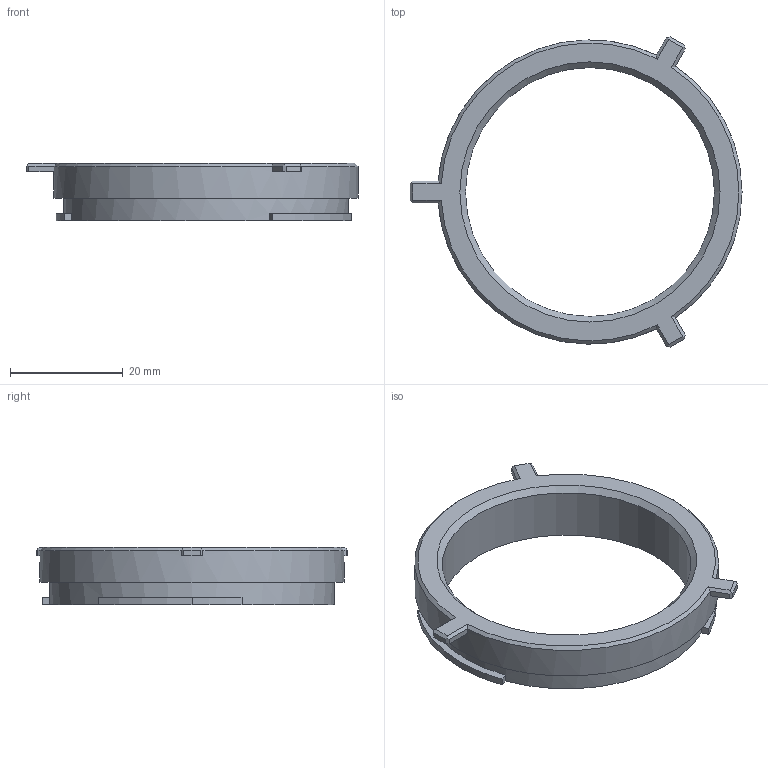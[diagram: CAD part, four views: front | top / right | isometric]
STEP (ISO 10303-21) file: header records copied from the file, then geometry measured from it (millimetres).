
FILE_DESCRIPTION(('HOOPS Exchange Step'),'2;1');
FILE_NAME('temp_export','2023-06-13T19:31:58-04:00',('gmoua'),('Shapr3D Limited'),'HOOPS Exchange 2022.2','Shapr3D','Authorized');
FILE_SCHEMA( ('AUTOMOTIVE_DESIGN { 1 0 10303 214 1 1 1 1 }') );
Length unit declared in the file: millimetre
Products named in the file (1): RF Mount Flange
Bounding box: 58.95 x 55.06 x 10.15 mm (x, y, z)
Volume: 6615.7 mm3; surface area: 4795.8 mm2
Topology: 1 solids, 1 shells, 50 faces, 143 edges, 96 vertices
Faces by surface type: plane 39, cylinder 7, cone 4
Full cylindrical faces by diameter (mm): 44.2 x1, 50.5 x1, 54 x1
Entity records: 1676 total; most frequent: CARTESIAN_POINT 326, ORIENTED_EDGE 286, DIRECTION 266, EDGE_CURVE 143, VECTOR 98, LINE 98, VERTEX_POINT 96, AXIS2_PLACEMENT_3D 84
